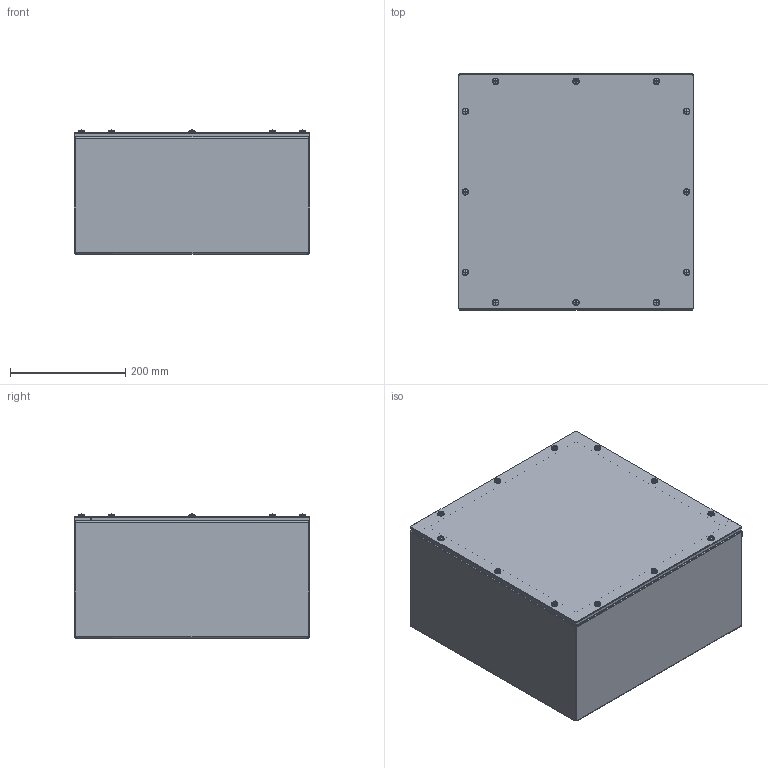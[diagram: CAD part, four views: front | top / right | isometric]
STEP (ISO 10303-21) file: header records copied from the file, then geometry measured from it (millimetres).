
FILE_DESCRIPTION(/* description */ ('WA_GSCSS, NEMA 4X, TUB, 16 X 16 X 8'),/* implementation_level */ '2;1');
FILE_NAME(/* name */ 'WA161608GSCSS.stp',/* time_stamp */ '2016-07-26T20:14:10+06:00',/* author */ ('rsundaram'),/* organization */ (''),/* preprocessor_version */ 'ST-DEVELOPER v16.1',/* originating_system */ 'Autodesk Inventor 2016',/* authorisation */ '');
FILE_SCHEMA (('AUTOMOTIVE_DESIGN { 1 0 10303 214 3 1 1 }'));
Length unit declared in the file: inch
Products named in the file (8): WA161608GSCSSBKP; WA1616GSCSSLID; 37210; 39035; 39077; 34984; HFW316361; WA161608GSCSS
Assembly tree (52 placements, depth 2):
  WA161608GSCSS
    WA161608GSCSSBKP
    WA1616GSCSSLID
    37210  x12
    39035  x12
    39077  x12
    34984  x12
    HFW316361  x2
Bounding box: 409.57 x 409.57 x 215.35 mm (x, y, z)
Volume: 1509411.2 mm3; surface area: 1486012.3 mm2
Topology: 52 solids, 52 shells, 1088 faces, 2720 edges, 1760 vertices
Faces by surface type: plane 596, cylinder 224, cone 156, torus 72, sphere 24, bspline 16
Full cylindrical faces by diameter (mm): 3.962 x12, 4.255 x12, 4.775 x12, 4.978 x12, 6.299 x12, 6.528 x12, 7.061 x12, 7.144 x12, 7.95 x12, 10.312 x12, 11.112 x12, 11.506 x12
Entity records: 7514 total; most frequent: CARTESIAN_POINT 1898, DIRECTION 1098, ORIENTED_EDGE 976, EDGE_CURVE 488, AXIS2_PLACEMENT_3D 414, VERTEX_POINT 336, EDGE_LOOP 322, LINE 270
